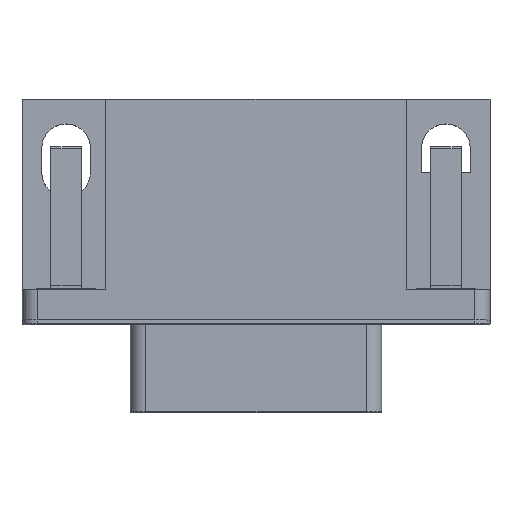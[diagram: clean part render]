
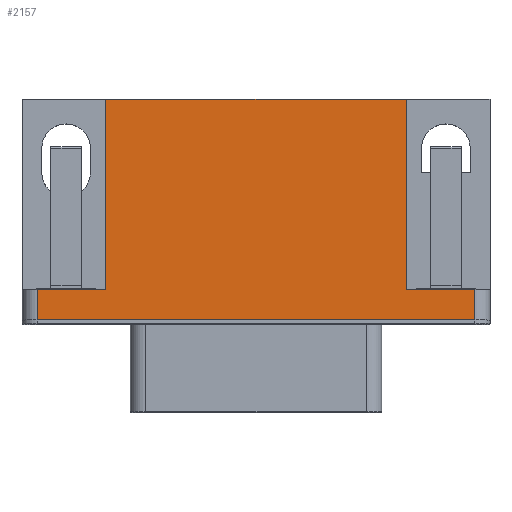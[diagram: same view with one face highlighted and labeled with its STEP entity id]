
A CAD part, top view. The second image highlights one B-rep face of the part: STEP entity #2157.
In plain terms, the highlighted planar face has unit normal (0, 0, 1).
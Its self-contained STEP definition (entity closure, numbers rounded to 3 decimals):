
#1765 = VERTEX_POINT('',#1766);
#1766 = CARTESIAN_POINT('',(19.94,-12.74,12.5));
#1813 = VERTEX_POINT('',#1814);
#1814 = CARTESIAN_POINT('',(-8.86,-12.74,12.5));
#1820 = EDGE_CURVE('',#1765,#1813,#1821,.T.);
#1821 = LINE('',#1822,#1823);
#1822 = CARTESIAN_POINT('',(20.94,-12.74,12.5));
#1823 = VECTOR('',#1824,1.);
#1824 = DIRECTION('',(-1.,0.,0.));
#2081 = EDGE_CURVE('',#1765,#2082,#2084,.T.);
#2082 = VERTEX_POINT('',#2083);
#2083 = CARTESIAN_POINT('',(19.94,-10.74,12.5));
#2084 = LINE('',#2085,#2086);
#2085 = CARTESIAN_POINT('',(19.94,-12.74,12.5));
#2086 = VECTOR('',#2087,1.);
#2087 = DIRECTION('',(0.,1.,0.));
#2157 = ADVANCED_FACE('',(#2158),#2208,.T.);
#2158 = FACE_BOUND('',#2159,.T.);
#2159 = EDGE_LOOP('',(#2160,#2161,#2162,#2170,#2178,#2186,#2194,#2202));
#2160 = ORIENTED_EDGE('',*,*,#1820,.F.);
#2161 = ORIENTED_EDGE('',*,*,#2081,.T.);
#2162 = ORIENTED_EDGE('',*,*,#2163,.F.);
#2163 = EDGE_CURVE('',#2164,#2082,#2166,.T.);
#2164 = VERTEX_POINT('',#2165);
#2165 = CARTESIAN_POINT('',(15.44,-10.74,12.5));
#2166 = LINE('',#2167,#2168);
#2167 = CARTESIAN_POINT('',(19.94,-10.74,12.5));
#2168 = VECTOR('',#2169,1.);
#2169 = DIRECTION('',(1.,0.,0.));
#2170 = ORIENTED_EDGE('',*,*,#2171,.F.);
#2171 = EDGE_CURVE('',#2172,#2164,#2174,.T.);
#2172 = VERTEX_POINT('',#2173);
#2173 = CARTESIAN_POINT('',(15.44,1.8,12.5));
#2174 = LINE('',#2175,#2176);
#2175 = CARTESIAN_POINT('',(15.44,-11.74,12.5));
#2176 = VECTOR('',#2177,1.);
#2177 = DIRECTION('',(0.,-1.,0.));
#2178 = ORIENTED_EDGE('',*,*,#2179,.T.);
#2179 = EDGE_CURVE('',#2172,#2180,#2182,.T.);
#2180 = VERTEX_POINT('',#2181);
#2181 = CARTESIAN_POINT('',(-4.36,1.8,12.5));
#2182 = LINE('',#2183,#2184);
#2183 = CARTESIAN_POINT('',(20.94,1.8,12.5));
#2184 = VECTOR('',#2185,1.);
#2185 = DIRECTION('',(-1.,0.,0.));
#2186 = ORIENTED_EDGE('',*,*,#2187,.F.);
#2187 = EDGE_CURVE('',#2188,#2180,#2190,.T.);
#2188 = VERTEX_POINT('',#2189);
#2189 = CARTESIAN_POINT('',(-4.36,-10.74,12.5));
#2190 = LINE('',#2191,#2192);
#2191 = CARTESIAN_POINT('',(-4.36,-11.74,12.5));
#2192 = VECTOR('',#2193,1.);
#2193 = DIRECTION('',(0.,1.,0.));
#2194 = ORIENTED_EDGE('',*,*,#2195,.F.);
#2195 = EDGE_CURVE('',#2196,#2188,#2198,.T.);
#2196 = VERTEX_POINT('',#2197);
#2197 = CARTESIAN_POINT('',(-8.86,-10.74,12.5));
#2198 = LINE('',#2199,#2200);
#2199 = CARTESIAN_POINT('',(6.54,-10.74,12.5));
#2200 = VECTOR('',#2201,1.);
#2201 = DIRECTION('',(1.,0.,0.));
#2202 = ORIENTED_EDGE('',*,*,#2203,.F.);
#2203 = EDGE_CURVE('',#1813,#2196,#2204,.T.);
#2204 = LINE('',#2205,#2206);
#2205 = CARTESIAN_POINT('',(-8.86,-12.74,12.5));
#2206 = VECTOR('',#2207,1.);
#2207 = DIRECTION('',(0.,1.,0.));
#2208 = PLANE('',#2209);
#2209 = AXIS2_PLACEMENT_3D('',#2210,#2211,#2212);
#2210 = CARTESIAN_POINT('',(20.94,-12.74,12.5));
#2211 = DIRECTION('',(0.,0.,1.));
#2212 = DIRECTION('',(-1.,0.,0.));
